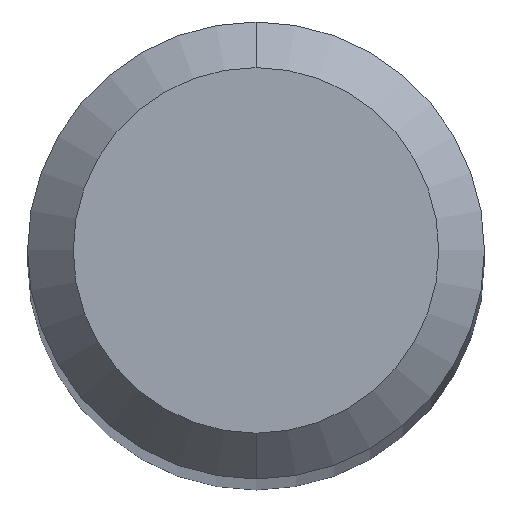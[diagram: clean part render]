
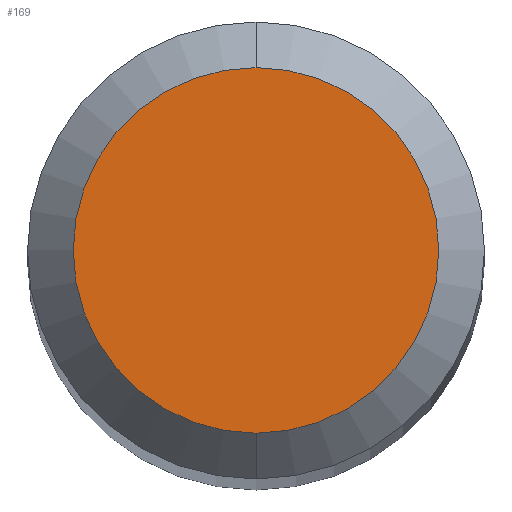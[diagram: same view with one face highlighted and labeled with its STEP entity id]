
A CAD part, top view. The second image highlights one B-rep face of the part: STEP entity #169.
In plain terms, the highlighted planar face has unit normal (0, 0, 1).
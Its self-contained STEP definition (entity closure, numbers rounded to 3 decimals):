
#169=ADVANCED_FACE('',(#460),#461,.T.);
#261=VERTEX_POINT('',#563);
#273=EDGE_CURVE('',#303,#261,#578,.T.);
#289=EDGE_CURVE('',#261,#303,#596,.T.);
#303=VERTEX_POINT('',#611);
#460=FACE_OUTER_BOUND('',#771,.T.);
#461=PLANE('',#772);
#563=CARTESIAN_POINT('',(0.,-1.2,0.0));
#578=CIRCLE('',#1026,1.2);
#596=CIRCLE('',#1054,1.2);
#611=CARTESIAN_POINT('',(0.0,1.2,0.0));
#771=EDGE_LOOP('',(#1380,#1381));
#772=AXIS2_PLACEMENT_3D('',#1382,#1383,#1384);
#1026=AXIS2_PLACEMENT_3D('',#1520,#1521,#1522);
#1054=AXIS2_PLACEMENT_3D('',#1542,#1543,#1544);
#1380=ORIENTED_EDGE('',*,*,#273,.F.);
#1381=ORIENTED_EDGE('',*,*,#289,.F.);
#1382=CARTESIAN_POINT('',(0.0,0.6,0.0));
#1383=DIRECTION('',(-0.0,0.0,1.0));
#1384=DIRECTION('',(0.0,-1.0,0.0));
#1520=CARTESIAN_POINT('',(0.0,0.0,0.0));
#1521=DIRECTION('',(0.0,0.0,-1.0));
#1522=DIRECTION('',(0.0,1.0,0.0));
#1542=CARTESIAN_POINT('',(0.0,0.0,0.0));
#1543=DIRECTION('',(0.0,0.0,-1.0));
#1544=DIRECTION('',(0.0,1.0,0.0));
